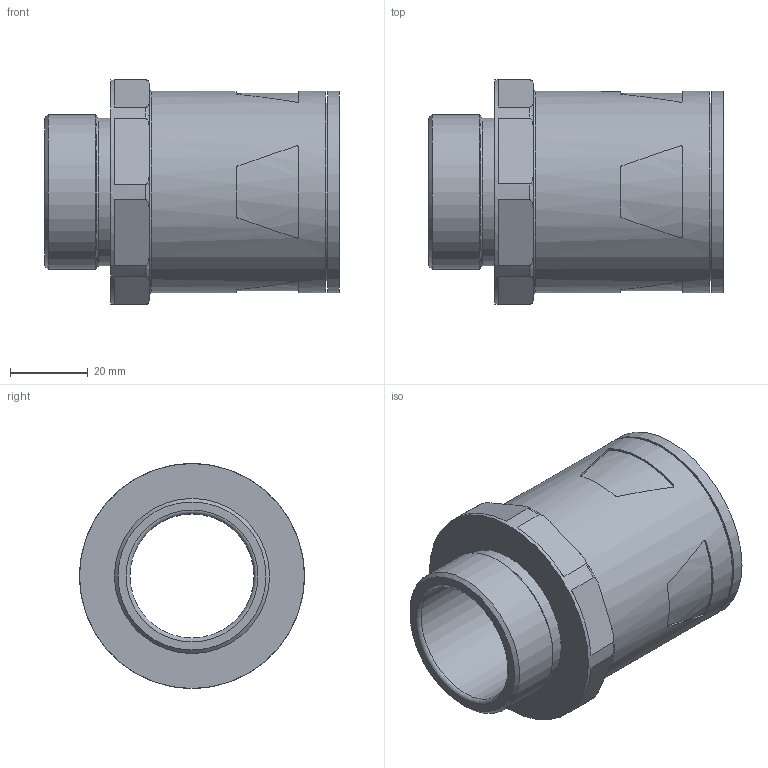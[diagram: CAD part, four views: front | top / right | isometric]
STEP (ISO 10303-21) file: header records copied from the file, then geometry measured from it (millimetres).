
FILE_DESCRIPTION( ( 'STEP AP203' ), '1' );
FILE_NAME( 'FLEXA RQGK-M 5107.042.240.stp', '2020-03-25T09:53:12', ( 'License CC BY-ND 4.0' ), ( 'CADENAS' ), ' ', 'PARTsolutions', ' ' );
FILE_SCHEMA( ( 'CONFIG_CONTROL_DESIGN' ) );
Length unit declared in the file: millimetre
Products named in the file (1): _FLEXA RQGK-M 5107.042.240
Bounding box: 76 x 58 x 58 mm (x, y, z)
Volume: 58538.7 mm3; surface area: 25827.4 mm2
Topology: 1 solids, 1 shells, 97 faces, 257 edges, 170 vertices
Faces by surface type: plane 55, cylinder 28, torus 12, cone 2
Full cylindrical faces by diameter (mm): 32 x1, 38.16 x1, 40 x1, 42.5 x1, 46 x1, 52 x2, 58 x1
Entity records: 3306 total; most frequent: CARTESIAN_POINT 998, ORIENTED_EDGE 472, DIRECTION 444, EDGE_CURVE 236, AXIS2_PLACEMENT_3D 174, VERTEX_POINT 164, EDGE_LOOP 122, FACE_OUTER_BOUND 109
